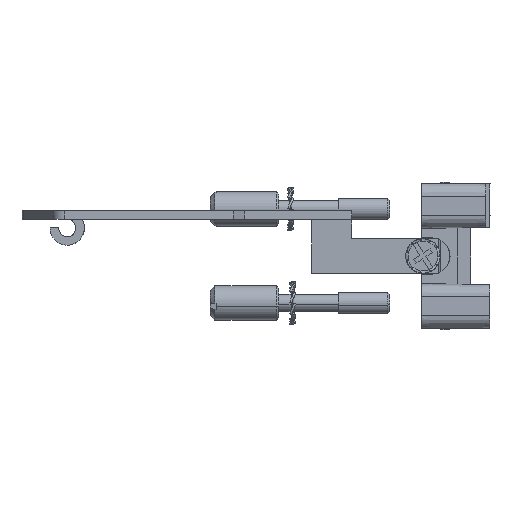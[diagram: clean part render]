
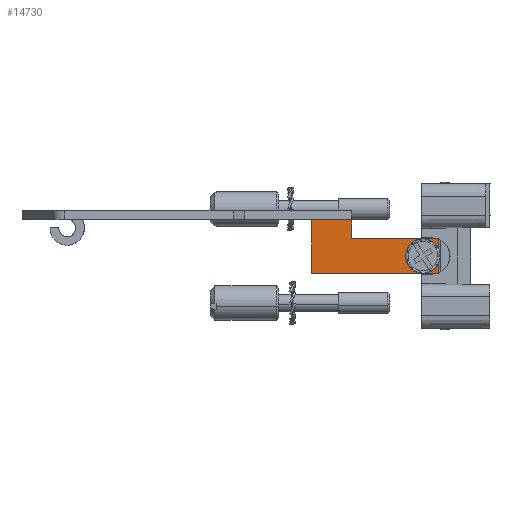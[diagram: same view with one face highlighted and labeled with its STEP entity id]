
A CAD part, left-side view. The second image highlights one B-rep face of the part: STEP entity #14730.
In plain terms, the highlighted planar face has unit normal (-1, 0, 0).
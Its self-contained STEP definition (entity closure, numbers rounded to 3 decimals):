
#5043 = EDGE_CURVE ( 'NONE', #5049, #5149, #13387, .T. ) ;
#5049 = VERTEX_POINT ( 'NONE', #13480 ) ;
#5149 = VERTEX_POINT ( 'NONE', #13952 ) ;
#12665 = VERTEX_POINT ( 'NONE', #29760 ) ;
#13171 = VERTEX_POINT ( 'NONE', #29811 ) ;
#13387 = CIRCLE ( 'NONE', #13507, 2.25 ) ;
#13451 = VERTEX_POINT ( 'NONE', #29971 ) ;
#13465 = VERTEX_POINT ( 'NONE', #30014 ) ;
#13480 = CARTESIAN_POINT ( 'NONE',  ( -48.373, -6.525, -39.445 ) ) ;
#13504 = DIRECTION ( 'NONE',  ( 0., 0., 1. ) ) ;
#13505 = DIRECTION ( 'NONE',  ( -1., 0., 0. ) ) ;
#13506 = CARTESIAN_POINT ( 'NONE',  ( -48.373, -6.525, -37.195 ) ) ;
#13507 = AXIS2_PLACEMENT_3D ( 'NONE', #13506, #13505, #13504 ) ;
#13728 = EDGE_CURVE ( 'NONE', #13171, #12665, #30008, .T. ) ;
#13853 = EDGE_CURVE ( 'NONE', #13451, #13465, #30009, .T. ) ;
#13952 = CARTESIAN_POINT ( 'NONE',  ( -48.373, -6.525, -34.945 ) ) ;
#14110 = EDGE_CURVE ( 'NONE', #12665, #13451, #30065, .T. ) ;
#14429 = EDGE_LOOP ( 'NONE', ( #14509, #14875 ) ) ;
#14509 = ORIENTED_EDGE ( 'NONE', *, *, #14616, .F. ) ;
#14616 = EDGE_CURVE ( 'NONE', #5149, #5049, #30085, .T. ) ;
#14619 = ORIENTED_EDGE ( 'NONE', *, *, #14895, .T. ) ;
#14697 = VERTEX_POINT ( 'NONE', #30058 ) ;
#14700 = EDGE_CURVE ( 'NONE', #14943, #13171, #30080, .T. ) ;
#14730 = ADVANCED_FACE ( 'NONE', ( #30086, #30046 ), #30047, .T. ) ;
#14875 = ORIENTED_EDGE ( 'NONE', *, *, #5043, .F. ) ;
#14895 = EDGE_CURVE ( 'NONE', #14697, #14943, #30123, .T. ) ;
#14943 = VERTEX_POINT ( 'NONE', #30071 ) ;
#15141 = ORIENTED_EDGE ( 'NONE', *, *, #14110, .T. ) ;
#15170 = ORIENTED_EDGE ( 'NONE', *, *, #15243, .T. ) ;
#15177 = ORIENTED_EDGE ( 'NONE', *, *, #13728, .T. ) ;
#15228 = ORIENTED_EDGE ( 'NONE', *, *, #14700, .T. ) ;
#15243 = EDGE_CURVE ( 'NONE', #13465, #14697, #30076, .T. ) ;
#15462 = ORIENTED_EDGE ( 'NONE', *, *, #13853, .T. ) ;
#15588 = EDGE_LOOP ( 'NONE', ( #14619, #15228, #15177, #15141, #15462, #15170 ) ) ;
#29760 = CARTESIAN_POINT ( 'NONE',  ( -48.373, -10.206, -41.226 ) ) ;
#29811 = CARTESIAN_POINT ( 'NONE',  ( -48.373, 19.523, -41.226 ) ) ;
#29971 = CARTESIAN_POINT ( 'NONE',  ( -48.373, -10.206, -33.164 ) ) ;
#29995 = DIRECTION ( 'NONE',  ( 0., 1., 0. ) ) ;
#29999 = VECTOR ( 'NONE', #29995, 1000. ) ;
#30000 = CARTESIAN_POINT ( 'NONE',  ( -48.373, 12.402, -33.164 ) ) ;
#30001 = DIRECTION ( 'NONE',  ( 0., -1., 0. ) ) ;
#30002 = VECTOR ( 'NONE', #30001, 1000. ) ;
#30008 = LINE ( 'NONE', #30010, #30002 ) ;
#30009 = LINE ( 'NONE', #30000, #29999 ) ;
#30010 = CARTESIAN_POINT ( 'NONE',  ( -48.373, 12.402, -41.226 ) ) ;
#30014 = CARTESIAN_POINT ( 'NONE',  ( -48.373, 10.183, -33.164 ) ) ;
#30046 = FACE_OUTER_BOUND ( 'NONE', #15588, .T. ) ;
#30047 = PLANE ( 'NONE',  #30075 ) ;
#30058 = CARTESIAN_POINT ( 'NONE',  ( -48.373, 10.183, -28.73 ) ) ;
#30062 = DIRECTION ( 'NONE',  ( 0., 0., 1. ) ) ;
#30063 = VECTOR ( 'NONE', #30062, 1000. ) ;
#30064 = CARTESIAN_POINT ( 'NONE',  ( -48.373, -10.206, -28.629 ) ) ;
#30065 = LINE ( 'NONE', #30064, #30063 ) ;
#30071 = CARTESIAN_POINT ( 'NONE',  ( -48.373, 19.523, -28.73 ) ) ;
#30072 = DIRECTION ( 'NONE',  ( 0., 0., 1. ) ) ;
#30073 = DIRECTION ( 'NONE',  ( -1., 0., 0. ) ) ;
#30074 = CARTESIAN_POINT ( 'NONE',  ( -48.373, 12.402, -28.629 ) ) ;
#30075 = AXIS2_PLACEMENT_3D ( 'NONE', #30074, #30073, #30072 ) ;
#30076 = LINE ( 'NONE', #30113, #30112 ) ;
#30077 = DIRECTION ( 'NONE',  ( 0., 0., -1. ) ) ;
#30078 = VECTOR ( 'NONE', #30077, 1000. ) ;
#30079 = CARTESIAN_POINT ( 'NONE',  ( -48.373, 19.523, -28.629 ) ) ;
#30080 = LINE ( 'NONE', #30079, #30078 ) ;
#30081 = DIRECTION ( 'NONE',  ( 0., 0., 1. ) ) ;
#30082 = DIRECTION ( 'NONE',  ( -1., 0., 0. ) ) ;
#30083 = CARTESIAN_POINT ( 'NONE',  ( -48.373, -6.525, -37.195 ) ) ;
#30084 = AXIS2_PLACEMENT_3D ( 'NONE', #30083, #30082, #30081 ) ;
#30085 = CIRCLE ( 'NONE', #30084, 2.25 ) ;
#30086 = FACE_BOUND ( 'NONE', #14429, .T. ) ;
#30111 = DIRECTION ( 'NONE',  ( 0., 0., 1. ) ) ;
#30112 = VECTOR ( 'NONE', #30111, 1000. ) ;
#30113 = CARTESIAN_POINT ( 'NONE',  ( -48.373, 10.183, -28.629 ) ) ;
#30120 = DIRECTION ( 'NONE',  ( 0., 1., 0. ) ) ;
#30121 = VECTOR ( 'NONE', #30120, 1000. ) ;
#30122 = CARTESIAN_POINT ( 'NONE',  ( -48.373, 10.183, -28.73 ) ) ;
#30123 = LINE ( 'NONE', #30122, #30121 ) ;
